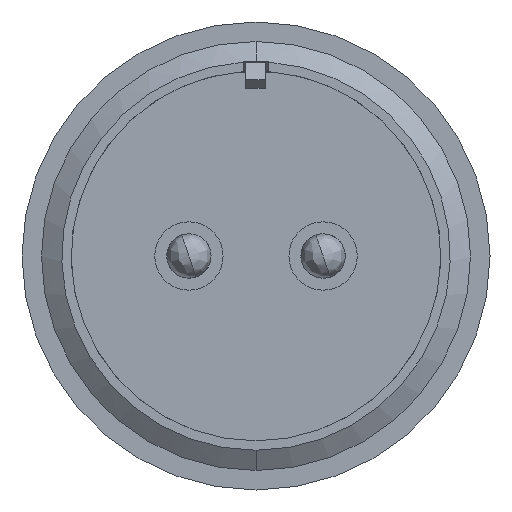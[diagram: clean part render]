
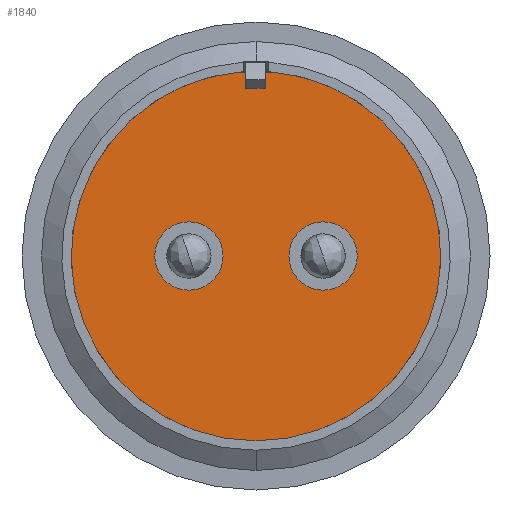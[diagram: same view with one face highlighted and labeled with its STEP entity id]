
A CAD part, front view. The second image highlights one B-rep face of the part: STEP entity #1840.
In plain terms, the highlighted planar face has unit normal (0, -1, 0).
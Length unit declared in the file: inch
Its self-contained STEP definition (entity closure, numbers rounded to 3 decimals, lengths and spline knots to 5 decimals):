
#924 = DIRECTION ( 'NONE',  ( 0., -1., 0. ) ) ;
#927 = CARTESIAN_POINT ( 'NONE',  ( 0.5925, 0.1891, 0. ) ) ;
#928 = FACE_BOUND ( 'NONE', #1664, .T. ) ;
#930 = FACE_BOUND ( 'NONE', #1657, .T. ) ;
#931 = FACE_OUTER_BOUND ( 'NONE', #2437, .T. ) ;
#932 = PLANE ( 'NONE',  #3005 ) ;
#934 = DIRECTION ( 'NONE',  ( 0., 0., -1. ) ) ;
#1201 = VERTEX_POINT ( 'NONE', #2577 ) ;
#1206 = VERTEX_POINT ( 'NONE', #2582 ) ;
#1225 = VERTEX_POINT ( 'NONE', #2601 ) ;
#1226 = VERTEX_POINT ( 'NONE', #2602 ) ;
#1231 = VERTEX_POINT ( 'NONE', #2607 ) ;
#1232 = VERTEX_POINT ( 'NONE', #2608 ) ;
#1398 = EDGE_CURVE ( 'NONE', #1201, #1206, #3342, .T. ) ;
#1414 = EDGE_CURVE ( 'NONE', #1231, #1232, #3313, .T. ) ;
#1433 = EDGE_CURVE ( 'NONE', #1225, #1226, #3280, .T. ) ;
#1599 = EDGE_CURVE ( 'NONE', #1232, #1231, #3234, .T. ) ;
#1600 = EDGE_CURVE ( 'NONE', #1226, #1225, #3232, .T. ) ;
#1603 = EDGE_CURVE ( 'NONE', #1206, #1201, #3226, .T. ) ;
#1657 = EDGE_LOOP ( 'NONE', ( #1885, #1886 ) ) ;
#1664 = EDGE_LOOP ( 'NONE', ( #1883, #1884 ) ) ;
#1840 = ADVANCED_FACE ( 'NONE', ( #928, #930, #931 ), #932, .T. ) ;
#1883 = ORIENTED_EDGE ( 'NONE', *, *, #1600, .T. ) ;
#1884 = ORIENTED_EDGE ( 'NONE', *, *, #1433, .T. ) ;
#1885 = ORIENTED_EDGE ( 'NONE', *, *, #1599, .T. ) ;
#1886 = ORIENTED_EDGE ( 'NONE', *, *, #1414, .T. ) ;
#1887 = ORIENTED_EDGE ( 'NONE', *, *, #1603, .T. ) ;
#1888 = ORIENTED_EDGE ( 'NONE', *, *, #1398, .T. ) ;
#2437 = EDGE_LOOP ( 'NONE', ( #1887, #1888 ) ) ;
#2577 = CARTESIAN_POINT ( 'NONE',  ( 0., 0.1891, 0.615 ) ) ;
#2582 = CARTESIAN_POINT ( 'NONE',  ( 0., 0.1891, -0.615 ) ) ;
#2601 = CARTESIAN_POINT ( 'NONE',  ( 0.215, 0.1891, 0.1095 ) ) ;
#2602 = CARTESIAN_POINT ( 'NONE',  ( 0.215, 0.1891, -0.1095 ) ) ;
#2607 = CARTESIAN_POINT ( 'NONE',  ( -0.3245, 0.1891, 0. ) ) ;
#2608 = CARTESIAN_POINT ( 'NONE',  ( -0.1055, 0.1891, 0. ) ) ;
#2682 = CARTESIAN_POINT ( 'NONE',  ( 0., 0.1891, 0. ) ) ;
#2683 = DIRECTION ( 'NONE',  ( 0., -1., 0. ) ) ;
#2684 = DIRECTION ( 'NONE',  ( 0., 0., -1. ) ) ;
#2726 = CARTESIAN_POINT ( 'NONE',  ( -0.215, 0.1891, 0. ) ) ;
#2727 = DIRECTION ( 'NONE',  ( 0., 1., 0. ) ) ;
#2728 = DIRECTION ( 'NONE',  ( 1., 0., 0. ) ) ;
#2782 = CARTESIAN_POINT ( 'NONE',  ( 0.215, 0.1891, 0. ) ) ;
#2783 = DIRECTION ( 'NONE',  ( 0., 1., 0. ) ) ;
#2784 = DIRECTION ( 'NONE',  ( 0., 0., -1. ) ) ;
#2942 = CARTESIAN_POINT ( 'NONE',  ( -0.215, 0.1891, 0. ) ) ;
#2943 = DIRECTION ( 'NONE',  ( 0., 1., 0. ) ) ;
#2944 = DIRECTION ( 'NONE',  ( 1., 0., 0. ) ) ;
#2945 = CARTESIAN_POINT ( 'NONE',  ( 0.215, 0.1891, 0. ) ) ;
#2946 = DIRECTION ( 'NONE',  ( 0., 1., 0. ) ) ;
#2947 = DIRECTION ( 'NONE',  ( 0., 0., -1. ) ) ;
#2954 = CARTESIAN_POINT ( 'NONE',  ( 0., 0.1891, 0. ) ) ;
#2955 = DIRECTION ( 'NONE',  ( 0., -1., 0. ) ) ;
#2956 = DIRECTION ( 'NONE',  ( 0., 0., -1. ) ) ;
#3005 = AXIS2_PLACEMENT_3D ( 'NONE', #927, #924, #934 ) ;
#3223 = AXIS2_PLACEMENT_3D ( 'NONE', #2954, #2955, #2956 ) ;
#3226 = CIRCLE ( 'NONE', #3223, 0.615 ) ;
#3229 = AXIS2_PLACEMENT_3D ( 'NONE', #2945, #2946, #2947 ) ;
#3231 = AXIS2_PLACEMENT_3D ( 'NONE', #2942, #2943, #2944 ) ;
#3232 = CIRCLE ( 'NONE', #3229, 0.1095 ) ;
#3234 = CIRCLE ( 'NONE', #3231, 0.1095 ) ;
#3277 = AXIS2_PLACEMENT_3D ( 'NONE', #2782, #2783, #2784 ) ;
#3280 = CIRCLE ( 'NONE', #3277, 0.1095 ) ;
#3307 = AXIS2_PLACEMENT_3D ( 'NONE', #2726, #2727, #2728 ) ;
#3313 = CIRCLE ( 'NONE', #3307, 0.1095 ) ;
#3330 = AXIS2_PLACEMENT_3D ( 'NONE', #2682, #2683, #2684 ) ;
#3342 = CIRCLE ( 'NONE', #3330, 0.615 ) ;
